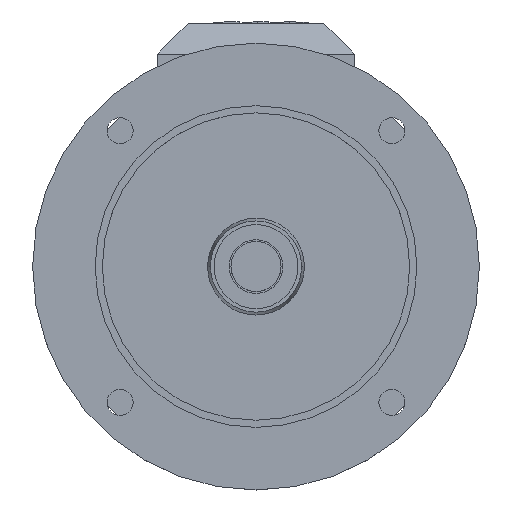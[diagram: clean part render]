
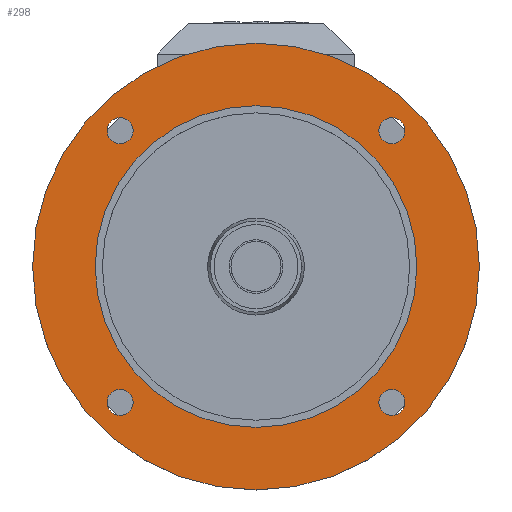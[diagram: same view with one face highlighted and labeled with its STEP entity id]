
A CAD part, top view. The second image highlights one B-rep face of the part: STEP entity #298.
In plain terms, the highlighted planar face has unit normal (0, 0, 1).
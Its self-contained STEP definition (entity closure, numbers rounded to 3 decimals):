
#88=FACE_BOUND('',#622,.T.);
#89=FACE_BOUND('',#623,.T.);
#90=FACE_BOUND('',#624,.T.);
#91=FACE_BOUND('',#625,.T.);
#92=FACE_BOUND('',#626,.T.);
#93=FACE_BOUND('',#627,.T.);
#124=PLANE('',#2924);
#298=ADVANCED_FACE('',(#88,#89,#90,#91,#92,#93),#124,.T.);
#622=EDGE_LOOP('',(#1012,#1013));
#623=EDGE_LOOP('',(#1014,#1015));
#624=EDGE_LOOP('',(#1016,#1017));
#625=EDGE_LOOP('',(#1018,#1019));
#626=EDGE_LOOP('',(#1020,#1021));
#627=EDGE_LOOP('',(#1022,#1023));
#794=CIRCLE('',#2858,125.);
#799=CIRCLE('',#2865,90.);
#800=CIRCLE('',#2867,7.25);
#802=CIRCLE('',#2870,7.25);
#804=CIRCLE('',#2873,7.25);
#806=CIRCLE('',#2876,7.25);
#821=CIRCLE('',#2900,7.25);
#823=CIRCLE('',#2903,7.25);
#825=CIRCLE('',#2906,7.25);
#827=CIRCLE('',#2909,7.25);
#829=CIRCLE('',#2913,90.);
#834=CIRCLE('',#2922,125.);
#1012=ORIENTED_EDGE('',*,*,#1990,.F.);
#1013=ORIENTED_EDGE('',*,*,#1925,.F.);
#1014=ORIENTED_EDGE('',*,*,#1949,.T.);
#1015=ORIENTED_EDGE('',*,*,#1969,.T.);
#1016=ORIENTED_EDGE('',*,*,#1945,.T.);
#1017=ORIENTED_EDGE('',*,*,#1971,.T.);
#1018=ORIENTED_EDGE('',*,*,#1941,.T.);
#1019=ORIENTED_EDGE('',*,*,#1973,.T.);
#1020=ORIENTED_EDGE('',*,*,#1937,.T.);
#1021=ORIENTED_EDGE('',*,*,#1975,.T.);
#1022=ORIENTED_EDGE('',*,*,#1985,.T.);
#1023=ORIENTED_EDGE('',*,*,#1935,.T.);
#1673=VERTEX_POINT('',#3916);
#1674=VERTEX_POINT('',#3918);
#1680=VERTEX_POINT('',#3933);
#1683=VERTEX_POINT('',#3938);
#1685=VERTEX_POINT('',#3943);
#1686=VERTEX_POINT('',#3945);
#1689=VERTEX_POINT('',#3952);
#1690=VERTEX_POINT('',#3954);
#1693=VERTEX_POINT('',#3961);
#1694=VERTEX_POINT('',#3963);
#1697=VERTEX_POINT('',#3970);
#1698=VERTEX_POINT('',#3972);
#1925=EDGE_CURVE('',#1673,#1674,#794,.T.);
#1935=EDGE_CURVE('',#1680,#1683,#799,.T.);
#1937=EDGE_CURVE('',#1686,#1685,#800,.T.);
#1941=EDGE_CURVE('',#1690,#1689,#802,.T.);
#1945=EDGE_CURVE('',#1694,#1693,#804,.T.);
#1949=EDGE_CURVE('',#1698,#1697,#806,.T.);
#1969=EDGE_CURVE('',#1697,#1698,#821,.T.);
#1971=EDGE_CURVE('',#1693,#1694,#823,.T.);
#1973=EDGE_CURVE('',#1689,#1690,#825,.T.);
#1975=EDGE_CURVE('',#1685,#1686,#827,.T.);
#1985=EDGE_CURVE('',#1683,#1680,#829,.T.);
#1990=EDGE_CURVE('',#1674,#1673,#834,.T.);
#2858=AXIS2_PLACEMENT_3D('',#3917,#3149,#3150);
#2865=AXIS2_PLACEMENT_3D('',#3939,#3168,#3169);
#2867=AXIS2_PLACEMENT_3D('',#3944,#3173,#3174);
#2870=AXIS2_PLACEMENT_3D('',#3953,#3181,#3182);
#2873=AXIS2_PLACEMENT_3D('',#3962,#3189,#3190);
#2876=AXIS2_PLACEMENT_3D('',#3971,#3197,#3198);
#2900=AXIS2_PLACEMENT_3D('',#4010,#3250,#3251);
#2903=AXIS2_PLACEMENT_3D('',#4013,#3256,#3257);
#2906=AXIS2_PLACEMENT_3D('',#4016,#3262,#3263);
#2909=AXIS2_PLACEMENT_3D('',#4019,#3268,#3269);
#2913=AXIS2_PLACEMENT_3D('',#4039,#3284,#3285);
#2922=AXIS2_PLACEMENT_3D('',#4048,#3302,#3303);
#2924=AXIS2_PLACEMENT_3D('',#4050,#3306,#3307);
#3149=DIRECTION('',(0.,0.,-1.));
#3150=DIRECTION('',(-1.,0.,0.));
#3168=DIRECTION('',(0.,0.,-1.));
#3169=DIRECTION('',(-1.,0.,0.));
#3173=DIRECTION('',(0.,0.,-1.));
#3174=DIRECTION('',(-1.,0.,0.));
#3181=DIRECTION('',(0.,0.,-1.));
#3182=DIRECTION('',(-1.,0.,0.));
#3189=DIRECTION('',(0.,0.,-1.));
#3190=DIRECTION('',(-1.,0.,0.));
#3197=DIRECTION('',(0.,0.,-1.));
#3198=DIRECTION('',(-1.,0.,0.));
#3250=DIRECTION('',(0.,0.,-1.));
#3251=DIRECTION('',(-1.,0.,0.));
#3256=DIRECTION('',(0.,0.,-1.));
#3257=DIRECTION('',(-1.,0.,0.));
#3262=DIRECTION('',(0.,0.,-1.));
#3263=DIRECTION('',(-1.,0.,0.));
#3268=DIRECTION('',(0.,0.,-1.));
#3269=DIRECTION('',(-1.,0.,0.));
#3284=DIRECTION('',(0.,0.,-1.));
#3285=DIRECTION('',(-1.,0.,0.));
#3302=DIRECTION('',(0.,0.,-1.));
#3303=DIRECTION('',(-1.,0.,0.));
#3306=DIRECTION('',(0.,0.,1.));
#3307=DIRECTION('',(-1.,0.,0.));
#3916=CARTESIAN_POINT('',(-125.,0.,290.5));
#3917=CARTESIAN_POINT('',(0.,0.,290.5));
#3918=CARTESIAN_POINT('',(125.,0.,290.5));
#3933=CARTESIAN_POINT('',(-90.,0.,290.5));
#3938=CARTESIAN_POINT('',(90.,0.,290.5));
#3939=CARTESIAN_POINT('',(0.,0.,290.5));
#3943=CARTESIAN_POINT('',(-83.264,76.014,290.5));
#3944=CARTESIAN_POINT('',(-76.014,76.014,290.5));
#3945=CARTESIAN_POINT('',(-68.764,76.014,290.5));
#3952=CARTESIAN_POINT('',(68.764,-76.014,290.5));
#3953=CARTESIAN_POINT('',(76.014,-76.014,290.5));
#3954=CARTESIAN_POINT('',(83.264,-76.014,290.5));
#3961=CARTESIAN_POINT('',(68.764,76.014,290.5));
#3962=CARTESIAN_POINT('',(76.014,76.014,290.5));
#3963=CARTESIAN_POINT('',(83.264,76.014,290.5));
#3970=CARTESIAN_POINT('',(-83.264,-76.014,290.5));
#3971=CARTESIAN_POINT('',(-76.014,-76.014,290.5));
#3972=CARTESIAN_POINT('',(-68.764,-76.014,290.5));
#4010=CARTESIAN_POINT('',(-76.014,-76.014,290.5));
#4013=CARTESIAN_POINT('',(76.014,76.014,290.5));
#4016=CARTESIAN_POINT('',(76.014,-76.014,290.5));
#4019=CARTESIAN_POINT('',(-76.014,76.014,290.5));
#4039=CARTESIAN_POINT('',(0.,0.,290.5));
#4048=CARTESIAN_POINT('',(0.,0.,290.5));
#4050=CARTESIAN_POINT('',(0.,0.,290.5));
